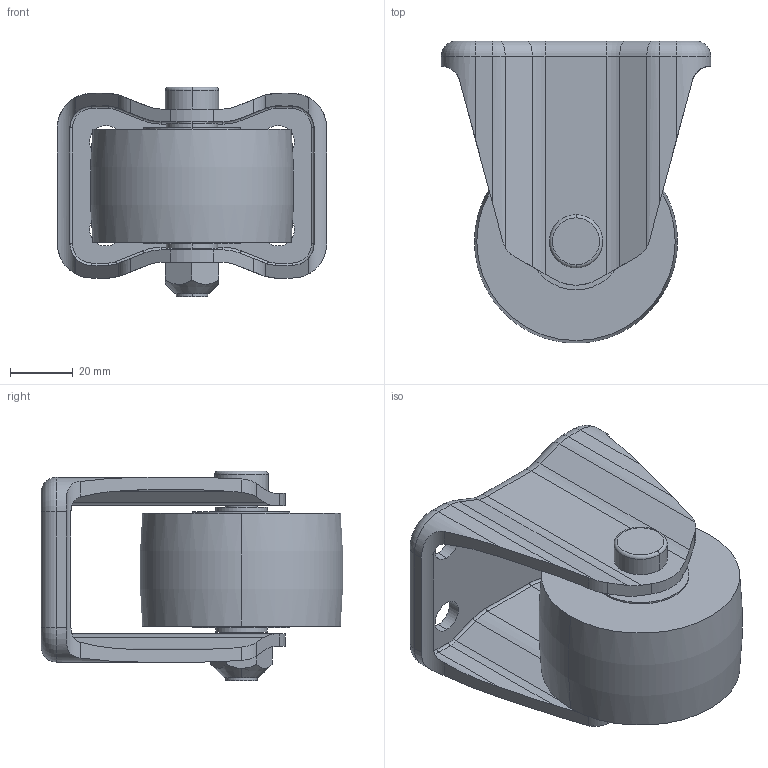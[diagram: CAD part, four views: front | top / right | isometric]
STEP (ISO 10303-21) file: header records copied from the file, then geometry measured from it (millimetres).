
FILE_DESCRIPTION (( 'STEP AP203' ), '1' );
FILE_NAME ('sone3D.STEP', '2013-12-02T05:14:25', ( '' ), ( '' ), 'SwSTEP 2.0', 'SolidWorks 2012', '' );
FILE_SCHEMA (( 'CONFIG_CONTROL_DESIGN' ));
Length unit declared in the file: millimetre
Products named in the file (4): K-1300HK-65車輪; sone3D; K-1300HK-65車軸; K-1300HK-65僼儗乕儉
Assembly tree (3 placements, depth 2):
  sone3D
    K-1300HK-65僼儗乕儉
    K-1300HK-65車軸
    K-1300HK-65車輪
Bounding box: 86 x 96.39 x 67 mm (x, y, z)
Volume: 174991.7 mm3; surface area: 51112.1 mm2
Topology: 3 solids, 3 shells, 165 faces, 406 edges, 254 vertices
Faces by surface type: cylinder 84, plane 51, torus 28, cone 2
Entity records: 5526 total; most frequent: CARTESIAN_POINT 1183, DIRECTION 864, ORIENTED_EDGE 812, EDGE_CURVE 406, AXIS2_PLACEMENT_3D 339, VERTEX_POINT 254, EDGE_LOOP 186, LINE 186
